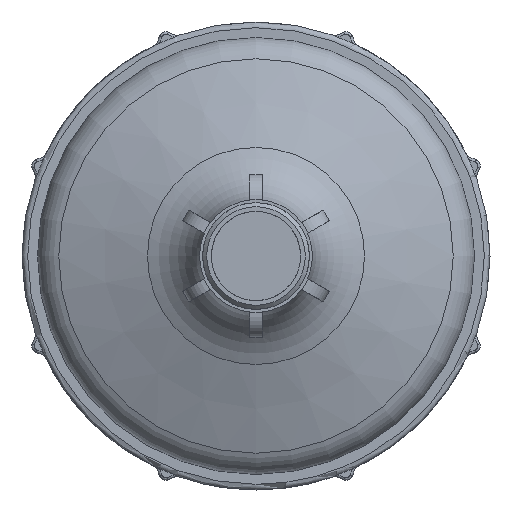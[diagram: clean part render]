
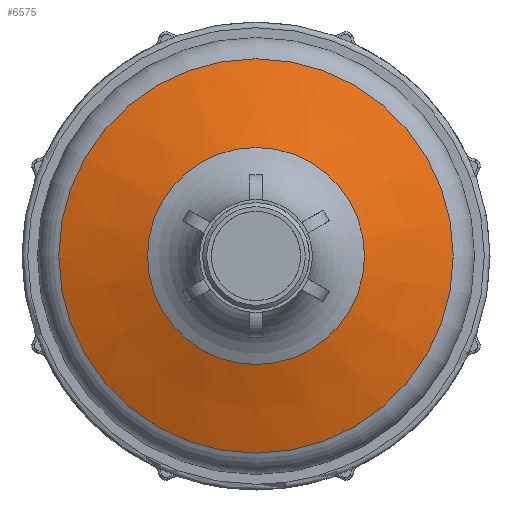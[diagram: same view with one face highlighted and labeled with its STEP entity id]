
A CAD part, front view. The second image highlights one B-rep face of the part: STEP entity #6575.
In plain terms, the highlighted conical face has half-angle 70 degrees and reference radius 18.849 mm.
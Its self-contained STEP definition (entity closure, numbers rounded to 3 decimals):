
#147=CONICAL_SURFACE('',#7222,18.849,1.222);
#496=LINE('',#14167,#800);
#800=VECTOR('',#8786,18.849);
#1807=FACE_OUTER_BOUND('',#2190,.T.);
#2190=EDGE_LOOP('',(#5993,#5994,#5995,#5996,#5997,#5998,#5999,#6000));
#2560=CIRCLE('',#7203,13.38);
#2561=CIRCLE('',#7204,13.38);
#2562=CIRCLE('',#7205,13.38);
#2573=CIRCLE('',#7223,24.318);
#2574=CIRCLE('',#7224,24.318);
#2575=CIRCLE('',#7225,24.318);
#3180=VERTEX_POINT('',#14091);
#3181=VERTEX_POINT('',#14093);
#3182=VERTEX_POINT('',#14095);
#3193=VERTEX_POINT('',#14162);
#3194=VERTEX_POINT('',#14163);
#3195=VERTEX_POINT('',#14165);
#4111=EDGE_CURVE('',#3181,#3180,#2560,.T.);
#4112=EDGE_CURVE('',#3182,#3181,#2561,.T.);
#4113=EDGE_CURVE('',#3180,#3182,#2562,.T.);
#4134=EDGE_CURVE('',#3193,#3194,#2573,.T.);
#4135=EDGE_CURVE('',#3195,#3193,#2574,.T.);
#4136=EDGE_CURVE('',#3195,#3182,#496,.T.);
#4137=EDGE_CURVE('',#3194,#3195,#2575,.T.);
#5993=ORIENTED_EDGE('',*,*,#4134,.F.);
#5994=ORIENTED_EDGE('',*,*,#4135,.F.);
#5995=ORIENTED_EDGE('',*,*,#4136,.T.);
#5996=ORIENTED_EDGE('',*,*,#4112,.T.);
#5997=ORIENTED_EDGE('',*,*,#4111,.T.);
#5998=ORIENTED_EDGE('',*,*,#4113,.T.);
#5999=ORIENTED_EDGE('',*,*,#4136,.F.);
#6000=ORIENTED_EDGE('',*,*,#4137,.F.);
#6575=ADVANCED_FACE('',(#1807),#147,.T.);
#7203=AXIS2_PLACEMENT_3D('',#14094,#8735,#8736);
#7204=AXIS2_PLACEMENT_3D('',#14096,#8737,#8738);
#7205=AXIS2_PLACEMENT_3D('',#14097,#8739,#8740);
#7222=AXIS2_PLACEMENT_3D('',#14161,#8780,#8781);
#7223=AXIS2_PLACEMENT_3D('',#14164,#8782,#8783);
#7224=AXIS2_PLACEMENT_3D('',#14166,#8784,#8785);
#7225=AXIS2_PLACEMENT_3D('',#14168,#8787,#8788);
#8735=DIRECTION('center_axis',(0.,1.,0.));
#8736=DIRECTION('ref_axis',(0.,0.,-1.));
#8737=DIRECTION('center_axis',(0.,1.,0.));
#8738=DIRECTION('ref_axis',(0.,0.,-1.));
#8739=DIRECTION('center_axis',(0.,1.,0.));
#8740=DIRECTION('ref_axis',(0.,0.,-1.));
#8780=DIRECTION('center_axis',(0.,1.,0.));
#8781=DIRECTION('ref_axis',(0.,0.,-1.));
#8782=DIRECTION('center_axis',(0.,1.,0.));
#8783=DIRECTION('ref_axis',(0.,0.,-1.));
#8784=DIRECTION('center_axis',(0.,1.,0.));
#8785=DIRECTION('ref_axis',(0.,0.,-1.));
#8786=DIRECTION('',(0.,-0.342,-0.94));
#8787=DIRECTION('center_axis',(0.,1.,0.));
#8788=DIRECTION('ref_axis',(0.,0.,-1.));
#14091=CARTESIAN_POINT('',(-13.38,-77.303,0.));
#14093=CARTESIAN_POINT('',(0.,-77.303,-13.38));
#14094=CARTESIAN_POINT('Origin',(0.,-77.303,
0.));
#14095=CARTESIAN_POINT('',(0.,-77.303,13.38));
#14096=CARTESIAN_POINT('Origin',(0.,-77.303,
0.));
#14097=CARTESIAN_POINT('Origin',(0.,-77.303,
0.));
#14161=CARTESIAN_POINT('Origin',(0.,-75.312,
0.));
#14162=CARTESIAN_POINT('',(0.,-73.322,-24.318));
#14163=CARTESIAN_POINT('',(-24.318,-73.322,0.));
#14164=CARTESIAN_POINT('Origin',(0.,-73.322,
0.));
#14165=CARTESIAN_POINT('',(0.,-73.322,24.318));
#14166=CARTESIAN_POINT('Origin',(0.,-73.322,
0.));
#14167=CARTESIAN_POINT('',(0.,-75.312,18.849));
#14168=CARTESIAN_POINT('Origin',(0.,-73.322,
0.));
